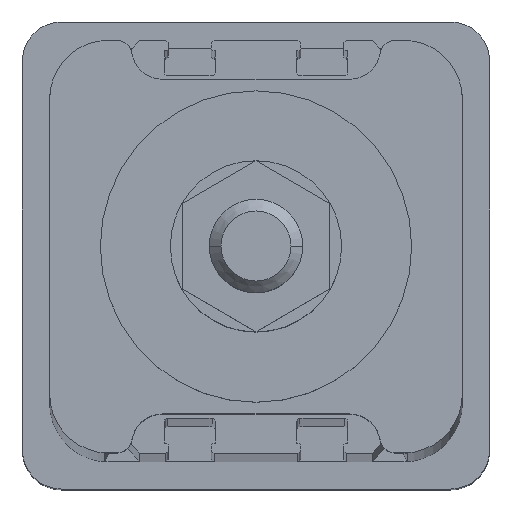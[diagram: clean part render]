
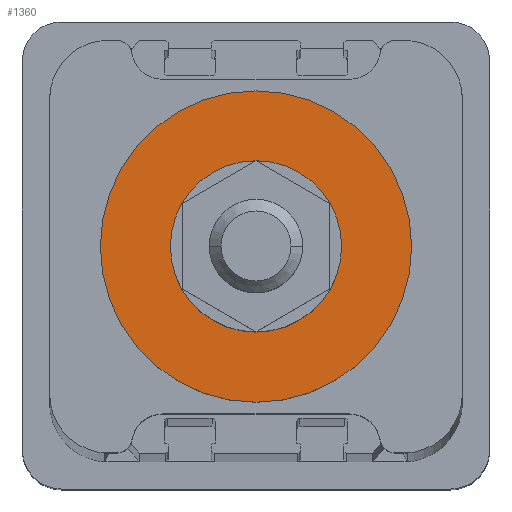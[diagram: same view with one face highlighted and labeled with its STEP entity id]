
A CAD part, top view. The second image highlights one B-rep face of the part: STEP entity #1360.
In plain terms, the highlighted planar face has unit normal (0, 0, 1).
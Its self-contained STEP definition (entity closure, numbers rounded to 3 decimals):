
#454 = CARTESIAN_POINT ( 'NONE',  ( 0., 0., 640. ) ) ;
#557 = VERTEX_POINT ( 'NONE', #3919 ) ;
#633 = VERTEX_POINT ( 'NONE', #4674 ) ;
#901 = EDGE_CURVE ( 'NONE', #557, #633, #6015, .T. ) ;
#903 = EDGE_CURVE ( 'NONE', #2899, #5831, #5997, .T. ) ;
#1216 = DIRECTION ( 'NONE',  ( 1., 0., 0. ) ) ;
#1237 = CARTESIAN_POINT ( 'NONE',  ( 0., 0., 640. ) ) ;
#1251 = DIRECTION ( 'NONE',  ( 0., 0., 1. ) ) ;
#1360 = ADVANCED_FACE ( 'NONE', ( #5195, #5179 ), #1483, .T. ) ;
#1416 = DIRECTION ( 'NONE',  ( 1., 0., 0. ) ) ;
#1469 = DIRECTION ( 'NONE',  ( 0., 0., 1. ) ) ;
#1483 = PLANE ( 'NONE',  #4175 ) ;
#1692 = AXIS2_PLACEMENT_3D ( 'NONE', #5842, #5835, #5833 ) ;
#1833 = EDGE_LOOP ( 'NONE', ( #2608, #2646 ) ) ;
#1835 = CARTESIAN_POINT ( 'NONE',  ( 0., 0., 640. ) ) ;
#1849 = EDGE_LOOP ( 'NONE', ( #2460, #2534 ) ) ;
#1940 = AXIS2_PLACEMENT_3D ( 'NONE', #1237, #1251, #1216 ) ;
#2453 = DIRECTION ( 'NONE',  ( 0., 0., 1. ) ) ;
#2458 = CIRCLE ( 'NONE', #1692, 20. ) ;
#2460 = ORIENTED_EDGE ( 'NONE', *, *, #903, .F. ) ;
#2534 = ORIENTED_EDGE ( 'NONE', *, *, #5361, .F. ) ;
#2608 = ORIENTED_EDGE ( 'NONE', *, *, #901, .T. ) ;
#2646 = ORIENTED_EDGE ( 'NONE', *, *, #5673, .T. ) ;
#2899 = VERTEX_POINT ( 'NONE', #3216 ) ;
#3006 = CIRCLE ( 'NONE', #1940, 11. ) ;
#3216 = CARTESIAN_POINT ( 'NONE',  ( -11., 0., 640. ) ) ;
#3912 = CARTESIAN_POINT ( 'NONE',  ( 0., 0., 640. ) ) ;
#3919 = CARTESIAN_POINT ( 'NONE',  ( -20., 0., 640. ) ) ;
#4175 = AXIS2_PLACEMENT_3D ( 'NONE', #1835, #1469, #1416 ) ;
#4580 = AXIS2_PLACEMENT_3D ( 'NONE', #454, #6085, #6008 ) ;
#4613 = AXIS2_PLACEMENT_3D ( 'NONE', #3912, #2453, #5745 ) ;
#4674 = CARTESIAN_POINT ( 'NONE',  ( 20., 0., 640. ) ) ;
#4831 = CARTESIAN_POINT ( 'NONE',  ( 11., 0., 640. ) ) ;
#5179 = FACE_OUTER_BOUND ( 'NONE', #1833, .T. ) ;
#5195 = FACE_BOUND ( 'NONE', #1849, .T. ) ;
#5361 = EDGE_CURVE ( 'NONE', #5831, #2899, #3006, .T. ) ;
#5673 = EDGE_CURVE ( 'NONE', #633, #557, #2458, .T. ) ;
#5745 = DIRECTION ( 'NONE',  ( 1., 0., 0. ) ) ;
#5831 = VERTEX_POINT ( 'NONE', #4831 ) ;
#5833 = DIRECTION ( 'NONE',  ( 1., 0., 0. ) ) ;
#5835 = DIRECTION ( 'NONE',  ( 0., 0., 1. ) ) ;
#5842 = CARTESIAN_POINT ( 'NONE',  ( 0., 0., 640. ) ) ;
#5997 = CIRCLE ( 'NONE', #4580, 11. ) ;
#6008 = DIRECTION ( 'NONE',  ( 1., 0., 0. ) ) ;
#6015 = CIRCLE ( 'NONE', #4613, 20. ) ;
#6085 = DIRECTION ( 'NONE',  ( 0., 0., 1. ) ) ;
